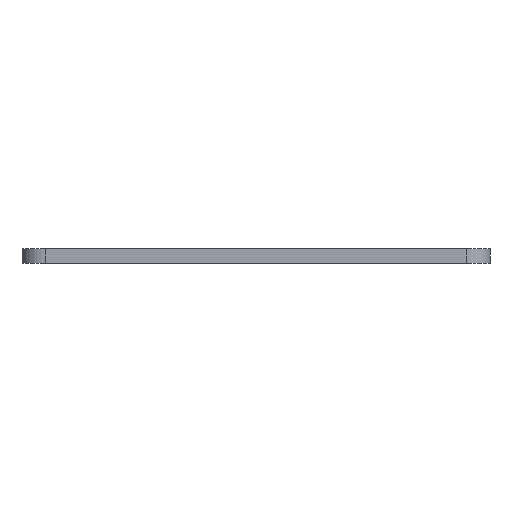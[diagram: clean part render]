
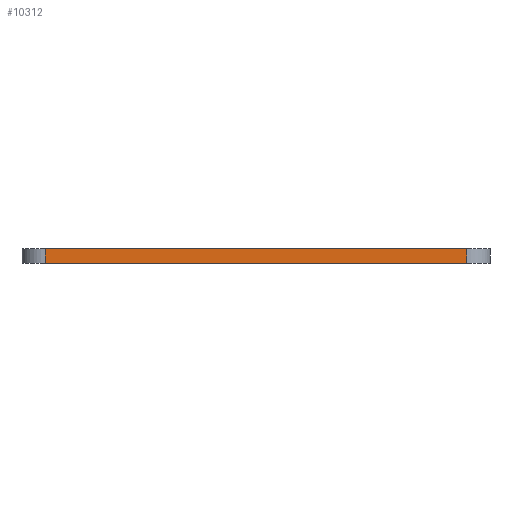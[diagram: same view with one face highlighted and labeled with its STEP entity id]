
A CAD part, left-side view. The second image highlights one B-rep face of the part: STEP entity #10312.
In plain terms, the highlighted planar face has unit normal (-1, 0, 0).
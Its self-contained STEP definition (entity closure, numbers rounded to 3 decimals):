
#868=PLANE('',#11610);
#1299=FACE_OUTER_BOUND('',#1731,.T.);
#1731=EDGE_LOOP('',(#8166,#8167,#8168,#8169));
#3011=LINE('',#17202,#3449);
#3012=LINE('',#17205,#3450);
#3013=LINE('',#17207,#3451);
#3014=LINE('',#17208,#3452);
#3449=VECTOR('',#14610,10.);
#3450=VECTOR('',#14613,10.);
#3451=VECTOR('',#14614,10.);
#3452=VECTOR('',#14615,10.);
#5162=VERTEX_POINT('',#17198);
#5163=VERTEX_POINT('',#17200);
#5164=VERTEX_POINT('',#17204);
#5165=VERTEX_POINT('',#17206);
#6449=EDGE_CURVE('',#5162,#5163,#3011,.T.);
#6450=EDGE_CURVE('',#5164,#5162,#3012,.T.);
#6451=EDGE_CURVE('',#5165,#5163,#3013,.T.);
#6452=EDGE_CURVE('',#5164,#5165,#3014,.T.);
#8166=ORIENTED_EDGE('',*,*,#6450,.T.);
#8167=ORIENTED_EDGE('',*,*,#6449,.T.);
#8168=ORIENTED_EDGE('',*,*,#6451,.F.);
#8169=ORIENTED_EDGE('',*,*,#6452,.F.);
#10312=ADVANCED_FACE('',(#1299),#868,.T.);
#11610=AXIS2_PLACEMENT_3D('',#17203,#14611,#14612);
#14610=DIRECTION('',(0.,0.,1.));
#14611=DIRECTION('center_axis',(-1.,0.,0.));
#14612=DIRECTION('ref_axis',(0.,-1.,0.));
#14613=DIRECTION('',(0.,-1.,0.));
#14614=DIRECTION('',(0.,-1.,0.));
#14615=DIRECTION('',(0.,0.,1.));
#17198=CARTESIAN_POINT('',(-40.64,-22.86,0.));
#17200=CARTESIAN_POINT('',(-40.64,-22.86,1.57));
#17202=CARTESIAN_POINT('',(-40.64,-22.86,0.));
#17203=CARTESIAN_POINT('Origin',(-40.64,22.86,0.));
#17204=CARTESIAN_POINT('',(-40.64,22.86,0.));
#17205=CARTESIAN_POINT('',(-40.64,22.86,0.));
#17206=CARTESIAN_POINT('',(-40.64,22.86,1.57));
#17207=CARTESIAN_POINT('',(-40.64,22.86,1.57));
#17208=CARTESIAN_POINT('',(-40.64,22.86,0.));
